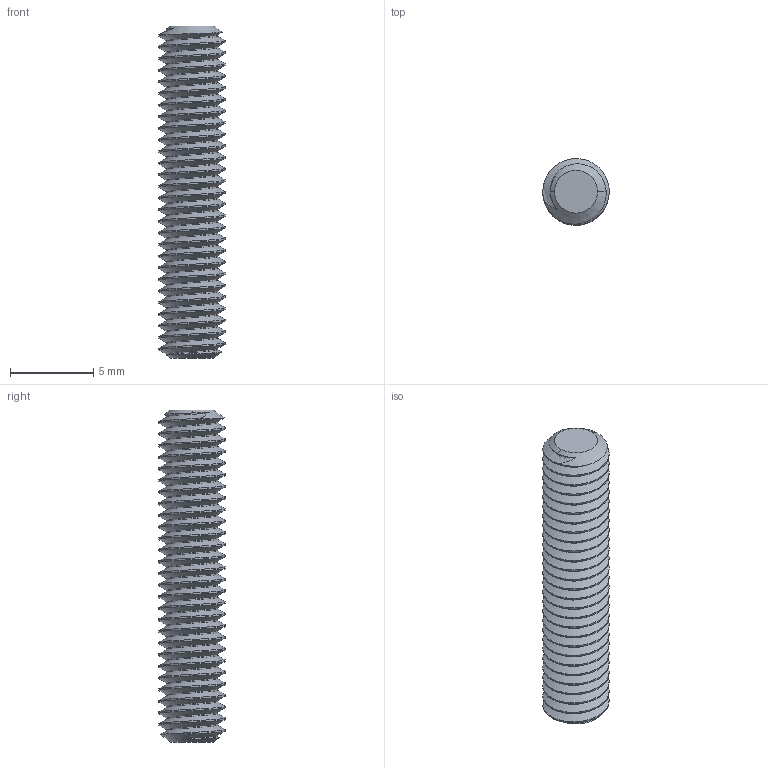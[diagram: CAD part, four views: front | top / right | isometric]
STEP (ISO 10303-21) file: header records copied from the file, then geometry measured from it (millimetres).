
FILE_DESCRIPTION (( 'STEP AP203' ), '1' );
FILE_NAME ('2808-0004-0020.STEP', '2018-04-17T16:19:46', ( '' ), ( '' ), 'SwSTEP 2.0', 'SolidWorks 2016', '' );
FILE_SCHEMA (( 'CONFIG_CONTROL_DESIGN' ));
Length unit declared in the file: millimetre
Products named in the file (1): 2808-0004-0020
Bounding box: 4 x 3.99 x 20 mm (x, y, z)
Volume: 197.2 mm3; surface area: 398.8 mm2
Topology: 1 solids, 1 shells, 123 faces, 360 edges, 239 vertices
Faces by surface type: cylinder 114, cone 5, bspline 2, plane 2
Entity records: 6740 total; most frequent: CARTESIAN_POINT 4082, ORIENTED_EDGE 720, DIRECTION 383, EDGE_CURVE 360, VERTEX_POINT 239, AXIS2_PLACEMENT_3D 133, EDGE_LOOP 123, FACE_OUTER_BOUND 123
